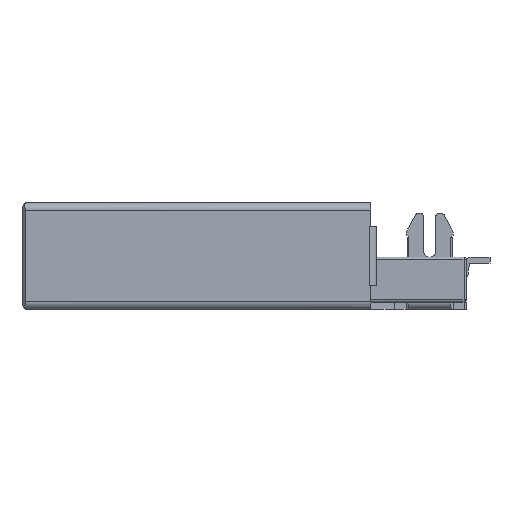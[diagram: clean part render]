
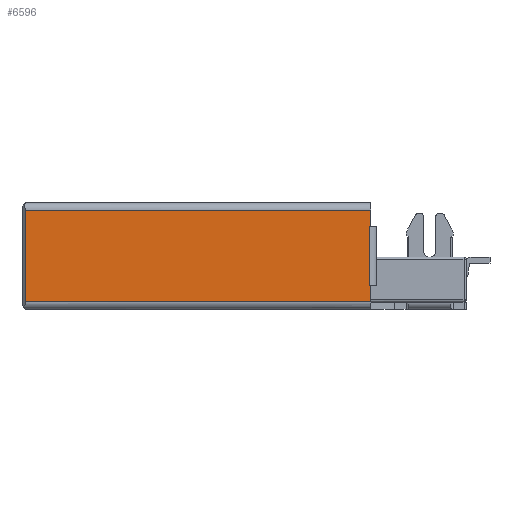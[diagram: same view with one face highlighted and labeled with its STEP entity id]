
A CAD part, left-side view. The second image highlights one B-rep face of the part: STEP entity #6596.
In plain terms, the highlighted planar face has unit normal (-1, 0, 0).
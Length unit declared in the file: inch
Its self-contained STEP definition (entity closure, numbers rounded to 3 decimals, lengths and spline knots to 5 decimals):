
#237 = CARTESIAN_POINT ( 'NONE',  ( -0.23622, -0.29035, 0.08858 ) ) ;
#1563 = CARTESIAN_POINT ( 'NONE',  ( -0.23622, 0.29035, -0.07638 ) ) ;
#2345 = CARTESIAN_POINT ( 'NONE',  ( -0.23622, 0.29035, 0.04929 ) ) ;
#2359 = EDGE_CURVE ( 'NONE', #3303, #11469, #22547, .T. ) ;
#2459 = VERTEX_POINT ( 'NONE', #22536 ) ;
#3064 = VECTOR ( 'NONE', #9113, 39.37008 ) ;
#3092 = CARTESIAN_POINT ( 'NONE',  ( -0.23622, 0.29035, 0.07638 ) ) ;
#3235 = ORIENTED_EDGE ( 'NONE', *, *, #14674, .T. ) ;
#3303 = VERTEX_POINT ( 'NONE', #21210 ) ;
#3676 = DIRECTION ( 'NONE',  ( 0., 0., -1. ) ) ;
#4209 = CARTESIAN_POINT ( 'NONE',  ( -0.23622, 0.29035, 0.08858 ) ) ;
#4383 = VECTOR ( 'NONE', #22605, 39.37008 ) ;
#4733 = CARTESIAN_POINT ( 'NONE',  ( -0.23622, -0.28799, -0.04929 ) ) ;
#4976 = VECTOR ( 'NONE', #7335, 39.37008 ) ;
#5008 = ORIENTED_EDGE ( 'NONE', *, *, #15239, .T. ) ;
#5066 = LINE ( 'NONE', #3092, #18540 ) ;
#5294 = VERTEX_POINT ( 'NONE', #11115 ) ;
#5456 = CARTESIAN_POINT ( 'NONE',  ( -0.23622, -0.28799, -0.04929 ) ) ;
#5462 = CARTESIAN_POINT ( 'NONE',  ( -0.23622, -0.28799, 0.08858 ) ) ;
#5591 = EDGE_CURVE ( 'NONE', #18692, #17826, #8548, .T. ) ;
#5797 = CARTESIAN_POINT ( 'NONE',  ( -0.23622, 0.28445, 0.77675 ) ) ;
#6331 = CARTESIAN_POINT ( 'NONE',  ( -0.23622, -0.28799, 0.04929 ) ) ;
#6596 = ADVANCED_FACE ( 'NONE', ( #12151 ), #10955, .T. ) ;
#7193 = LINE ( 'NONE', #5797, #11123 ) ;
#7335 = DIRECTION ( 'NONE',  ( 0., 0., 1. ) ) ;
#8208 = VECTOR ( 'NONE', #12404, 39.37008 ) ;
#8548 = LINE ( 'NONE', #5462, #8208 ) ;
#8911 = LINE ( 'NONE', #2345, #28493 ) ;
#9113 = DIRECTION ( 'NONE',  ( 0., 0., 1. ) ) ;
#9224 = EDGE_CURVE ( 'NONE', #26983, #14354, #28606, .T. ) ;
#9382 = ORIENTED_EDGE ( 'NONE', *, *, #5591, .T. ) ;
#9477 = LINE ( 'NONE', #237, #3064 ) ;
#10073 = VECTOR ( 'NONE', #12286, 39.37008 ) ;
#10955 = PLANE ( 'NONE',  #24170 ) ;
#11115 = CARTESIAN_POINT ( 'NONE',  ( -0.23622, 0.28445, 0.07638 ) ) ;
#11123 = VECTOR ( 'NONE', #3676, 39.37008 ) ;
#11332 = ORIENTED_EDGE ( 'NONE', *, *, #21382, .T. ) ;
#11469 = VERTEX_POINT ( 'NONE', #23133 ) ;
#11859 = DIRECTION ( 'NONE',  ( 0., 0., 1. ) ) ;
#12151 = FACE_OUTER_BOUND ( 'NONE', #22595, .T. ) ;
#12286 = DIRECTION ( 'NONE',  ( 0., 0., 1. ) ) ;
#12404 = DIRECTION ( 'NONE',  ( 0., 0., 1. ) ) ;
#12869 = ORIENTED_EDGE ( 'NONE', *, *, #9224, .F. ) ;
#13321 = ORIENTED_EDGE ( 'NONE', *, *, #24159, .T. ) ;
#13359 = CARTESIAN_POINT ( 'NONE',  ( -0.23622, -0.28799, -0.04929 ) ) ;
#13639 = EDGE_CURVE ( 'NONE', #5294, #11469, #7193, .T. ) ;
#14223 = CARTESIAN_POINT ( 'NONE',  ( -0.23622, -0.28799, 0.08858 ) ) ;
#14354 = VERTEX_POINT ( 'NONE', #20042 ) ;
#14674 = EDGE_CURVE ( 'NONE', #26983, #28616, #25762, .T. ) ;
#15231 = DIRECTION ( 'NONE',  ( 0., 0., 1. ) ) ;
#15239 = EDGE_CURVE ( 'NONE', #29366, #5294, #5066, .T. ) ;
#17500 = DIRECTION ( 'NONE',  ( -1., 0., 0. ) ) ;
#17826 = VERTEX_POINT ( 'NONE', #6331 ) ;
#17910 = EDGE_CURVE ( 'NONE', #2459, #29366, #9477, .T. ) ;
#18540 = VECTOR ( 'NONE', #28185, 39.37008 ) ;
#18607 = CARTESIAN_POINT ( 'NONE',  ( -0.23622, -0.29035, 0.08858 ) ) ;
#18634 = CARTESIAN_POINT ( 'NONE',  ( -0.23622, -0.28799, -0.04921 ) ) ;
#18692 = VERTEX_POINT ( 'NONE', #24109 ) ;
#19716 = VECTOR ( 'NONE', #11859, 39.37008 ) ;
#20007 = LINE ( 'NONE', #18607, #10073 ) ;
#20042 = CARTESIAN_POINT ( 'NONE',  ( -0.23622, -0.29035, -0.04929 ) ) ;
#20795 = EDGE_CURVE ( 'NONE', #3303, #14354, #20007, .T. ) ;
#21210 = CARTESIAN_POINT ( 'NONE',  ( -0.23622, -0.29035, -0.07638 ) ) ;
#21382 = EDGE_CURVE ( 'NONE', #17826, #2459, #8911, .T. ) ;
#21501 = ORIENTED_EDGE ( 'NONE', *, *, #2359, .F. ) ;
#22536 = CARTESIAN_POINT ( 'NONE',  ( -0.23622, -0.29035, 0.04929 ) ) ;
#22547 = LINE ( 'NONE', #1563, #24299 ) ;
#22595 = EDGE_LOOP ( 'NONE', ( #23955, #5008, #24837, #21501, #28338, #12869, #3235, #13321, #9382, #11332 ) ) ;
#22605 = DIRECTION ( 'NONE',  ( 0., -1., 0. ) ) ;
#23133 = CARTESIAN_POINT ( 'NONE',  ( -0.23622, 0.28445, -0.07638 ) ) ;
#23836 = CARTESIAN_POINT ( 'NONE',  ( -0.23622, -0.29035, 0.07638 ) ) ;
#23955 = ORIENTED_EDGE ( 'NONE', *, *, #17910, .T. ) ;
#24109 = CARTESIAN_POINT ( 'NONE',  ( -0.23622, -0.28799, 0.04921 ) ) ;
#24127 = DIRECTION ( 'NONE',  ( 0., 1., 0. ) ) ;
#24159 = EDGE_CURVE ( 'NONE', #28616, #18692, #29165, .T. ) ;
#24170 = AXIS2_PLACEMENT_3D ( 'NONE', #4209, #17500, #15231 ) ;
#24299 = VECTOR ( 'NONE', #24127, 39.37008 ) ;
#24837 = ORIENTED_EDGE ( 'NONE', *, *, #13639, .T. ) ;
#25762 = LINE ( 'NONE', #4733, #19716 ) ;
#26983 = VERTEX_POINT ( 'NONE', #5456 ) ;
#27717 = DIRECTION ( 'NONE',  ( 0., -1., 0. ) ) ;
#28185 = DIRECTION ( 'NONE',  ( 0., 1., 0. ) ) ;
#28338 = ORIENTED_EDGE ( 'NONE', *, *, #20795, .T. ) ;
#28493 = VECTOR ( 'NONE', #27717, 39.37008 ) ;
#28606 = LINE ( 'NONE', #13359, #4383 ) ;
#28616 = VERTEX_POINT ( 'NONE', #18634 ) ;
#29165 = LINE ( 'NONE', #14223, #4976 ) ;
#29366 = VERTEX_POINT ( 'NONE', #23836 ) ;
